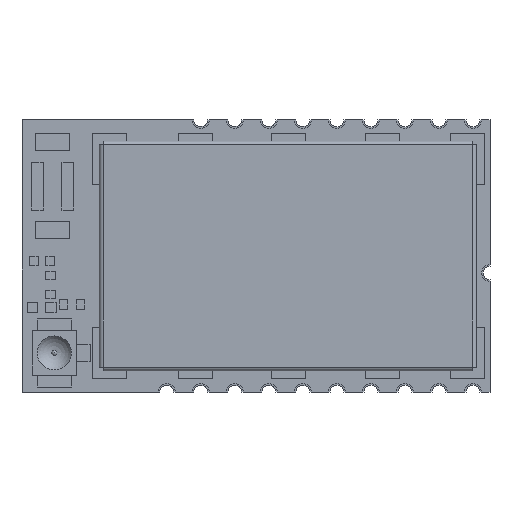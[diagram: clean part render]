
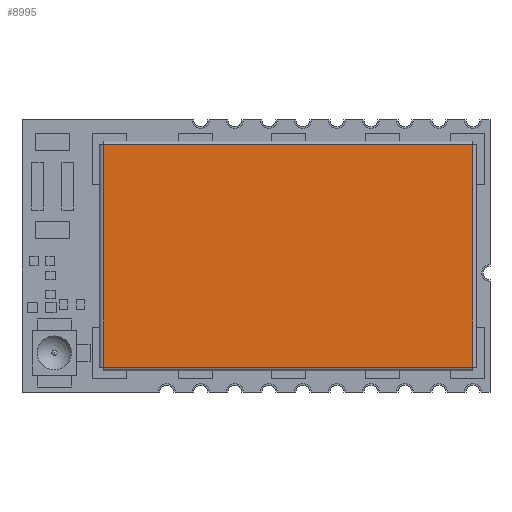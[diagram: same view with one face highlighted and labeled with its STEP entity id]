
A CAD part, top view. The second image highlights one B-rep face of the part: STEP entity #8995.
In plain terms, the highlighted planar face has unit normal (0, 0, 1).
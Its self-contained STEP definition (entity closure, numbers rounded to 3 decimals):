
#1776=ORIENTED_EDGE('',*,*,#3561,.T.);
#1777=ORIENTED_EDGE('',*,*,#3562,.F.);
#1778=ORIENTED_EDGE('',*,*,#3563,.F.);
#1779=ORIENTED_EDGE('',*,*,#3564,.T.);
#3561=EDGE_CURVE('',#4540,#4553,#5568,.T.);
#3562=EDGE_CURVE('',#4543,#4553,#5569,.T.);
#3563=EDGE_CURVE('',#4547,#4543,#5570,.T.);
#3564=EDGE_CURVE('',#4547,#4540,#5571,.T.);
#4540=VERTEX_POINT('',#14238);
#4543=VERTEX_POINT('',#14246);
#4547=VERTEX_POINT('',#14256);
#4553=VERTEX_POINT('',#14274);
#5568=LINE('',#14273,#6709);
#5569=LINE('',#14275,#6710);
#5570=LINE('',#14276,#6711);
#5571=LINE('',#14277,#6712);
#6709=VECTOR('',#11660,1000.);
#6710=VECTOR('',#11661,1000.);
#6711=VECTOR('',#11662,1000.);
#6712=VECTOR('',#11663,1000.);
#7450=EDGE_LOOP('',(#1776,#1777,#1778,#1779));
#8001=FACE_BOUND('',#7450,.T.);
#8503=PLANE('',#9922);
#8995=ADVANCED_FACE('',(#8001),#8503,.F.);
#9922=AXIS2_PLACEMENT_3D('',#14272,#11658,#11659);
#11658=DIRECTION('',(0.,0.,-1.));
#11659=DIRECTION('',(-1.,0.,0.));
#11660=DIRECTION('',(1.,0.,0.));
#11661=DIRECTION('',(0.,-1.,0.));
#11662=DIRECTION('',(1.,0.,0.));
#11663=DIRECTION('',(0.,-1.,0.));
#14238=CARTESIAN_POINT('',(-10.855,-6.53,2.));
#14246=CARTESIAN_POINT('',(10.855,6.53,2.));
#14256=CARTESIAN_POINT('',(-10.855,6.53,2.));
#14272=CARTESIAN_POINT('',(-11.075,6.53,2.));
#14273=CARTESIAN_POINT('',(-11.075,-6.53,2.));
#14274=CARTESIAN_POINT('',(10.855,-6.53,2.));
#14275=CARTESIAN_POINT('',(10.855,6.53,2.));
#14276=CARTESIAN_POINT('',(-11.075,6.53,2.));
#14277=CARTESIAN_POINT('',(-10.855,6.53,2.));
